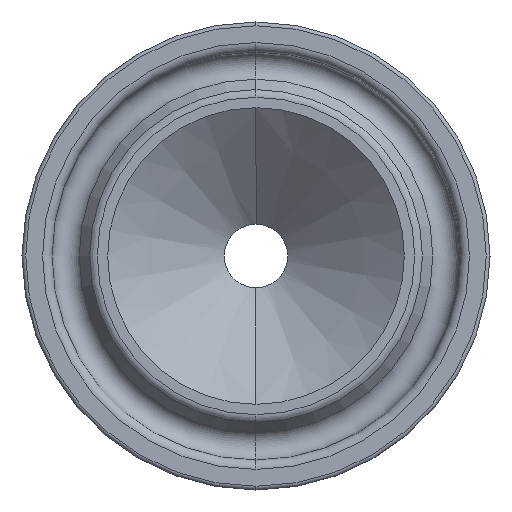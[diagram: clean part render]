
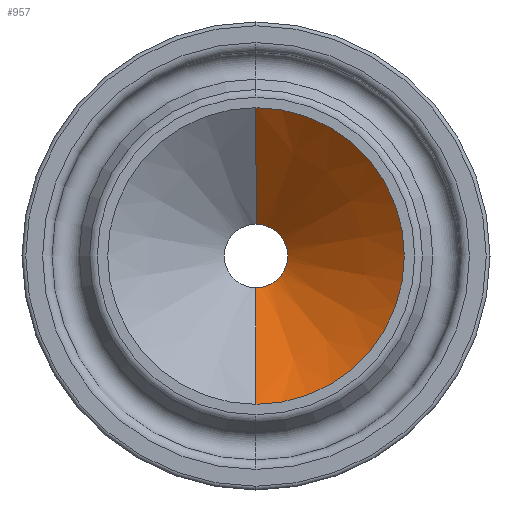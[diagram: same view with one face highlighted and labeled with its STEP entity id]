
A CAD part, left-side view. The second image highlights one B-rep face of the part: STEP entity #957.
In plain terms, the highlighted conical face has half-angle 51.228 degrees and reference radius 1.7 mm.
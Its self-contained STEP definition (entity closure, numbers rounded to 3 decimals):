
#19 = LINE ( 'NONE', #360, #1013 ) ;
#34 = CIRCLE ( 'NONE', #664, 7.925 ) ;
#42 = CARTESIAN_POINT ( 'NONE',  ( 5.8, 0., 1.7 ) ) ;
#65 = CARTESIAN_POINT ( 'NONE',  ( 5.8, 0., 0. ) ) ;
#73 = ORIENTED_EDGE ( 'NONE', *, *, #982, .T. ) ;
#92 = CARTESIAN_POINT ( 'NONE',  ( 5.8, 0., 0. ) ) ;
#112 = ORIENTED_EDGE ( 'NONE', *, *, #441, .F. ) ;
#177 = DIRECTION ( 'NONE',  ( -1., 0., 0. ) ) ;
#184 = ORIENTED_EDGE ( 'NONE', *, *, #325, .T. ) ;
#197 = DIRECTION ( 'NONE',  ( 0., 0., 1. ) ) ;
#212 = VECTOR ( 'NONE', #383, 1000. ) ;
#261 = CARTESIAN_POINT ( 'NONE',  ( 5.8, 0., -1.7 ) ) ;
#265 = VERTEX_POINT ( 'NONE', #506 ) ;
#314 = VERTEX_POINT ( 'NONE', #427 ) ;
#325 = EDGE_CURVE ( 'NONE', #668, #314, #34, .T. ) ;
#349 = CARTESIAN_POINT ( 'NONE',  ( 0.8, 0., 0. ) ) ;
#351 = DIRECTION ( 'NONE',  ( 0., 0., 1. ) ) ;
#356 = DIRECTION ( 'NONE',  ( -1., 0., 0. ) ) ;
#360 = CARTESIAN_POINT ( 'NONE',  ( 5.8, 0., -1.7 ) ) ;
#383 = DIRECTION ( 'NONE',  ( -0.626, 0., 0.78 ) ) ;
#394 = AXIS2_PLACEMENT_3D ( 'NONE', #65, #1051, #1070 ) ;
#415 = AXIS2_PLACEMENT_3D ( 'NONE', #92, #356, #351 ) ;
#423 = DIRECTION ( 'NONE',  ( -0.626, 0., -0.78 ) ) ;
#427 = CARTESIAN_POINT ( 'NONE',  ( 0.8, 0., 7.925 ) ) ;
#441 = EDGE_CURVE ( 'NONE', #265, #314, #807, .T. ) ;
#470 = EDGE_CURVE ( 'NONE', #591, #265, #950, .T. ) ;
#506 = CARTESIAN_POINT ( 'NONE',  ( 5.8, 0., 1.7 ) ) ;
#591 = VERTEX_POINT ( 'NONE', #261 ) ;
#601 = FACE_OUTER_BOUND ( 'NONE', #759, .T. ) ;
#664 = AXIS2_PLACEMENT_3D ( 'NONE', #349, #177, #197 ) ;
#668 = VERTEX_POINT ( 'NONE', #893 ) ;
#759 = EDGE_LOOP ( 'NONE', ( #901, #73, #184, #112 ) ) ;
#807 = LINE ( 'NONE', #42, #212 ) ;
#893 = CARTESIAN_POINT ( 'NONE',  ( 0.8, 0., -7.925 ) ) ;
#896 = CONICAL_SURFACE ( 'NONE', #415, 1.7, 0.894 ) ;
#901 = ORIENTED_EDGE ( 'NONE', *, *, #470, .F. ) ;
#950 = CIRCLE ( 'NONE', #394, 1.7 ) ;
#957 = ADVANCED_FACE ( 'NONE', ( #601 ), #896, .F. ) ;
#982 = EDGE_CURVE ( 'NONE', #591, #668, #19, .T. ) ;
#1013 = VECTOR ( 'NONE', #423, 1000. ) ;
#1051 = DIRECTION ( 'NONE',  ( -1., 0., 0. ) ) ;
#1070 = DIRECTION ( 'NONE',  ( 0., 0., 1. ) ) ;
